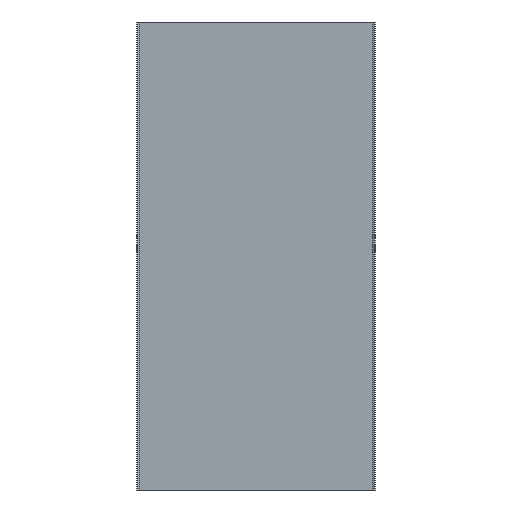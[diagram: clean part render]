
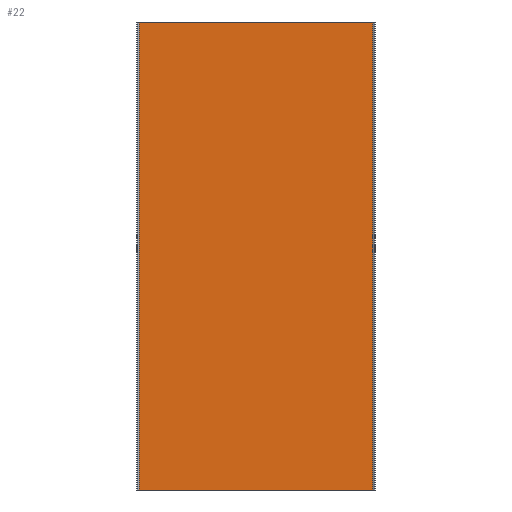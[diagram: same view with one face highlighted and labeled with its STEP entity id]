
A CAD part, front view. The second image highlights one B-rep face of the part: STEP entity #22.
In plain terms, the highlighted planar face has unit normal (0, -1, 0).
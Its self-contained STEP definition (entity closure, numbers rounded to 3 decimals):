
#18 = PLANE ( 'NONE',  #395 ) ;
#22 = ADVANCED_FACE ( 'NONE', ( #206 ), #18, .T. ) ;
#34 = CARTESIAN_POINT ( 'NONE',  ( 75.75, -0.75, -152. ) ) ;
#38 = DIRECTION ( 'NONE',  ( 0., 0., -1. ) ) ;
#60 = CARTESIAN_POINT ( 'NONE',  ( 75.75, -0.75, 152. ) ) ;
#87 = CARTESIAN_POINT ( 'NONE',  ( -75.75, -0.75, 152. ) ) ;
#88 = DIRECTION ( 'NONE',  ( 0., 0., -1. ) ) ;
#110 = CARTESIAN_POINT ( 'NONE',  ( 77.5, -0.75, 152. ) ) ;
#121 = ORIENTED_EDGE ( 'NONE', *, *, #456, .T. ) ;
#125 = LINE ( 'NONE', #87, #195 ) ;
#127 = LINE ( 'NONE', #132, #209 ) ;
#132 = CARTESIAN_POINT ( 'NONE',  ( 75.75, -0.75, 152. ) ) ;
#155 = VERTEX_POINT ( 'NONE', #60 ) ;
#186 = DIRECTION ( 'NONE',  ( -1., 0., 0. ) ) ;
#195 = VECTOR ( 'NONE', #88, 1000. ) ;
#199 = LINE ( 'NONE', #420, #202 ) ;
#202 = VECTOR ( 'NONE', #443, 1000. ) ;
#206 = FACE_OUTER_BOUND ( 'NONE', #254, .T. ) ;
#209 = VECTOR ( 'NONE', #248, 1000. ) ;
#214 = VECTOR ( 'NONE', #186, 1000. ) ;
#245 = LINE ( 'NONE', #110, #214 ) ;
#248 = DIRECTION ( 'NONE',  ( 0., 0., -1. ) ) ;
#254 = EDGE_LOOP ( 'NONE', ( #603, #564, #121, #464 ) ) ;
#264 = VERTEX_POINT ( 'NONE', #540 ) ;
#364 = CARTESIAN_POINT ( 'NONE',  ( -75.75, -0.75, -152. ) ) ;
#395 = AXIS2_PLACEMENT_3D ( 'NONE', #623, #619, #38 ) ;
#415 = EDGE_CURVE ( 'NONE', #264, #620, #125, .T. ) ;
#420 = CARTESIAN_POINT ( 'NONE',  ( 77.5, -0.75, -152. ) ) ;
#423 = EDGE_CURVE ( 'NONE', #155, #494, #127, .T. ) ;
#443 = DIRECTION ( 'NONE',  ( -1., 0., 0. ) ) ;
#456 = EDGE_CURVE ( 'NONE', #155, #264, #245, .T. ) ;
#464 = ORIENTED_EDGE ( 'NONE', *, *, #415, .T. ) ;
#469 = EDGE_CURVE ( 'NONE', #494, #620, #199, .T. ) ;
#494 = VERTEX_POINT ( 'NONE', #34 ) ;
#540 = CARTESIAN_POINT ( 'NONE',  ( -75.75, -0.75, 152. ) ) ;
#564 = ORIENTED_EDGE ( 'NONE', *, *, #423, .F. ) ;
#603 = ORIENTED_EDGE ( 'NONE', *, *, #469, .F. ) ;
#619 = DIRECTION ( 'NONE',  ( 0., -1., 0. ) ) ;
#620 = VERTEX_POINT ( 'NONE', #364 ) ;
#623 = CARTESIAN_POINT ( 'NONE',  ( 77.5, -0.75, 152. ) ) ;
